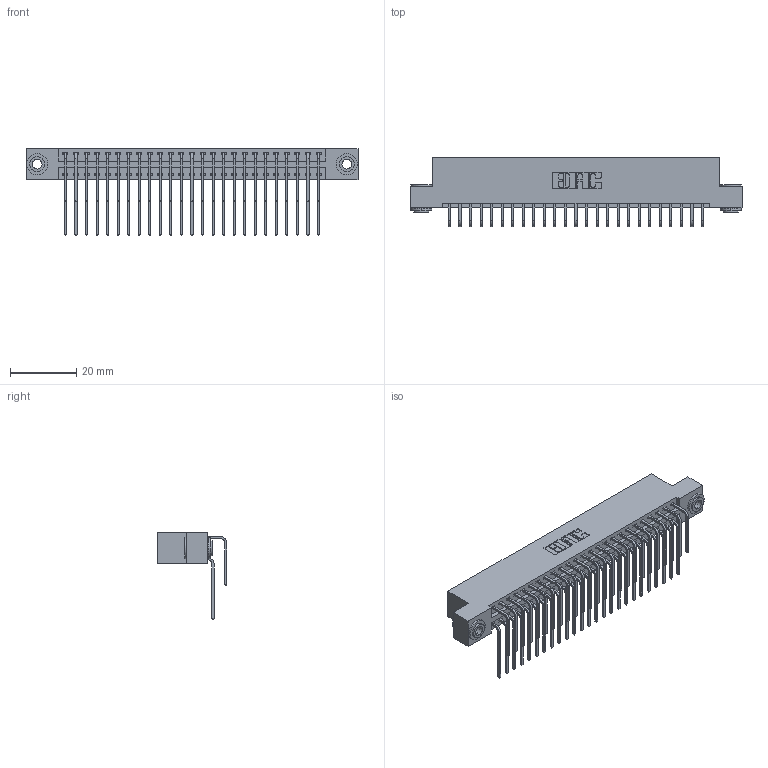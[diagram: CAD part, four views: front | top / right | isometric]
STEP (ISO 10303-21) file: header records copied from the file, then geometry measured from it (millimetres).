
FILE_DESCRIPTION (( 'STEP AP203' ), '1' );
FILE_NAME ('346-050-559-203.STEP', '2022-05-21T00:03:43', ( '' ), ( '' ), 'SwSTEP 2.0', 'SolidWorks 2020', '' );
FILE_SCHEMA (( 'CONFIG_CONTROL_DESIGN' ));
Length unit declared in the file: inch
Products named in the file (5): 346-050-559-203; 345-250-002_345-250-002-102; 345-292-001_559 Tail - 2; 345-292-001_558 559 Tail - 1; 346 Part_Flush Mounting Lugs - 0.156 Dia-TH
Assembly tree (53 placements, depth 2):
  346-050-559-203
    346 Part_Flush Mounting Lugs - 0.156 Dia-TH
    345-292-001_558 559 Tail - 1  x25
    345-292-001_559 Tail - 2  x25
    345-250-002_345-250-002-102  x2
Bounding box: 99.95 x 20.89 x 26.16 mm (x, y, z)
Volume: 9904 mm3; surface area: 14978.9 mm2
Topology: 53 solids, 53 shells, 2874 faces, 8491 edges, 5590 vertices
Faces by surface type: plane 1950, cylinder 916, cone 8
Entity records: 21454 total; most frequent: CARTESIAN_POINT 3592, ORIENTED_EDGE 3466, DIRECTION 3219, EDGE_CURVE 1733, LINE 1437, VECTOR 1437, VERTEX_POINT 1150, AXIS2_PLACEMENT_3D 891
